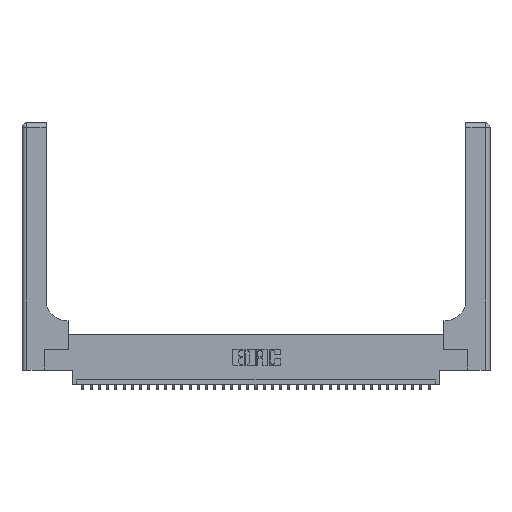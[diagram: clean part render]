
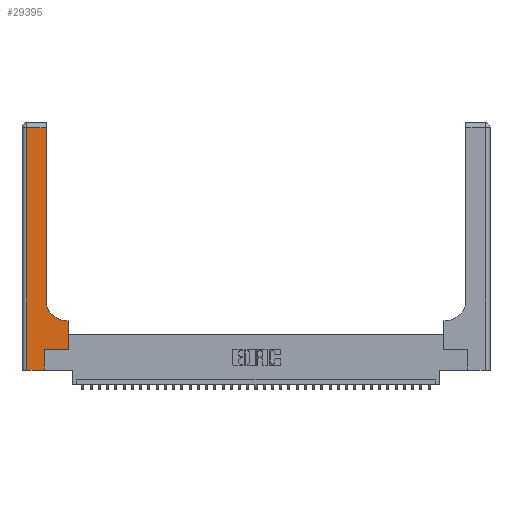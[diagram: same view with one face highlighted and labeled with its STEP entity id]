
A CAD part, top view. The second image highlights one B-rep face of the part: STEP entity #29395.
In plain terms, the highlighted planar face has unit normal (0, 0, 1).
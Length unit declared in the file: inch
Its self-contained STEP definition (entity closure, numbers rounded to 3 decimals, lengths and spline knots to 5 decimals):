
#53 = DIRECTION ( 'NONE',  ( 0., 1., 0. ) ) ;
#542 = LINE ( 'NONE', #13118, #30003 ) ;
#804 = EDGE_CURVE ( 'NONE', #27517, #10311, #23784, .T. ) ;
#1280 = CARTESIAN_POINT ( 'NONE',  ( 0., 2.94, 0.37 ) ) ;
#1731 = VERTEX_POINT ( 'NONE', #7011 ) ;
#2355 = EDGE_CURVE ( 'NONE', #34782, #27517, #10983, .T. ) ;
#2678 = LINE ( 'NONE', #30020, #34474 ) ;
#3231 = CARTESIAN_POINT ( 'NONE',  ( 0.5415, 0.85, 0.37 ) ) ;
#3364 = DIRECTION ( 'NONE',  ( 1., 0., 0. ) ) ;
#6656 = CARTESIAN_POINT ( 'NONE',  ( 0.06, 2.94, 0.37 ) ) ;
#6680 = DIRECTION ( 'NONE',  ( -1., 0., 0. ) ) ;
#7011 = CARTESIAN_POINT ( 'NONE',  ( 0.5585, 0.25, 0.37 ) ) ;
#7921 = CARTESIAN_POINT ( 'NONE',  ( 0.269, 0., 0.37 ) ) ;
#7961 = CARTESIAN_POINT ( 'NONE',  ( 0.5415, 0.6, 0.37 ) ) ;
#8164 = DIRECTION ( 'NONE',  ( 0., 1., 0. ) ) ;
#8464 = DIRECTION ( 'NONE',  ( 1., 0., 0. ) ) ;
#8472 = CIRCLE ( 'NONE', #8682, 0.25 ) ;
#8507 = CARTESIAN_POINT ( 'NONE',  ( 0.2915, 3., 0.37 ) ) ;
#8682 = AXIS2_PLACEMENT_3D ( 'NONE', #3231, #20713, #3364 ) ;
#9633 = CARTESIAN_POINT ( 'NONE',  ( 0.06, 3., 0.37 ) ) ;
#9680 = LINE ( 'NONE', #7921, #29163 ) ;
#10311 = VERTEX_POINT ( 'NONE', #37327 ) ;
#10646 = DIRECTION ( 'NONE',  ( -1., 0., 0. ) ) ;
#10800 = VECTOR ( 'NONE', #21173, 39.37008 ) ;
#10983 = LINE ( 'NONE', #1280, #30004 ) ;
#11022 = DIRECTION ( 'NONE',  ( 0., 0., -1. ) ) ;
#12477 = LINE ( 'NONE', #17078, #13418 ) ;
#13118 = CARTESIAN_POINT ( 'NONE',  ( 0.5585, 0.25, 0.37 ) ) ;
#13418 = VECTOR ( 'NONE', #8464, 39.37008 ) ;
#13553 = LINE ( 'NONE', #35831, #10800 ) ;
#14687 = ORIENTED_EDGE ( 'NONE', *, *, #35475, .T. ) ;
#15427 = EDGE_CURVE ( 'NONE', #28600, #27687, #13553, .T. ) ;
#17078 = CARTESIAN_POINT ( 'NONE',  ( 0., 0., 0.37 ) ) ;
#17435 = AXIS2_PLACEMENT_3D ( 'NONE', #25106, #11022, #10646 ) ;
#17786 = VERTEX_POINT ( 'NONE', #36177 ) ;
#18591 = EDGE_CURVE ( 'NONE', #10311, #22861, #12477, .T. ) ;
#18998 = ORIENTED_EDGE ( 'NONE', *, *, #804, .T. ) ;
#19210 = DIRECTION ( 'NONE',  ( 0., 1., 0. ) ) ;
#19274 = PLANE ( 'NONE',  #17435 ) ;
#19558 = EDGE_CURVE ( 'NONE', #22861, #24084, #9680, .T. ) ;
#19966 = VECTOR ( 'NONE', #53, 39.37008 ) ;
#20340 = EDGE_CURVE ( 'NONE', #1731, #28600, #542, .T. ) ;
#20713 = DIRECTION ( 'NONE',  ( 0., 0., -1. ) ) ;
#21005 = DIRECTION ( 'NONE',  ( 1., 0., 0. ) ) ;
#21173 = DIRECTION ( 'NONE',  ( -1., 0., 0. ) ) ;
#22132 = ORIENTED_EDGE ( 'NONE', *, *, #15427, .T. ) ;
#22518 = EDGE_CURVE ( 'NONE', #17786, #34782, #27664, .T. ) ;
#22861 = VERTEX_POINT ( 'NONE', #31062 ) ;
#22971 = CARTESIAN_POINT ( 'NONE',  ( 0.5585, 0.6, 0.37 ) ) ;
#22991 = ORIENTED_EDGE ( 'NONE', *, *, #19558, .T. ) ;
#23231 = CARTESIAN_POINT ( 'NONE',  ( 0.269, 0.25, 0.37 ) ) ;
#23784 = LINE ( 'NONE', #9633, #34300 ) ;
#24084 = VERTEX_POINT ( 'NONE', #23231 ) ;
#24593 = ORIENTED_EDGE ( 'NONE', *, *, #18591, .T. ) ;
#24896 = FACE_OUTER_BOUND ( 'NONE', #36174, .T. ) ;
#25106 = CARTESIAN_POINT ( 'NONE',  ( 0., 3., 0.37 ) ) ;
#25525 = ORIENTED_EDGE ( 'NONE', *, *, #22518, .T. ) ;
#25667 = ORIENTED_EDGE ( 'NONE', *, *, #2355, .T. ) ;
#27363 = EDGE_CURVE ( 'NONE', #27687, #17786, #8472, .T. ) ;
#27517 = VERTEX_POINT ( 'NONE', #6656 ) ;
#27664 = LINE ( 'NONE', #8507, #19966 ) ;
#27687 = VERTEX_POINT ( 'NONE', #7961 ) ;
#28600 = VERTEX_POINT ( 'NONE', #22971 ) ;
#29163 = VECTOR ( 'NONE', #8164, 39.37008 ) ;
#29395 = ADVANCED_FACE ( 'NONE', ( #24896 ), #19274, .F. ) ;
#29895 = DIRECTION ( 'NONE',  ( 0., -1., 0. ) ) ;
#30003 = VECTOR ( 'NONE', #19210, 39.37008 ) ;
#30004 = VECTOR ( 'NONE', #6680, 39.37008 ) ;
#30020 = CARTESIAN_POINT ( 'NONE',  ( 0.269, 0.25, 0.37 ) ) ;
#31062 = CARTESIAN_POINT ( 'NONE',  ( 0.269, 0., 0.37 ) ) ;
#33989 = ORIENTED_EDGE ( 'NONE', *, *, #20340, .T. ) ;
#34300 = VECTOR ( 'NONE', #29895, 39.37008 ) ;
#34474 = VECTOR ( 'NONE', #21005, 39.37008 ) ;
#34782 = VERTEX_POINT ( 'NONE', #35528 ) ;
#35475 = EDGE_CURVE ( 'NONE', #24084, #1731, #2678, .T. ) ;
#35528 = CARTESIAN_POINT ( 'NONE',  ( 0.2915, 2.94, 0.37 ) ) ;
#35831 = CARTESIAN_POINT ( 'NONE',  ( 0.2915, 0.6, 0.37 ) ) ;
#35849 = ORIENTED_EDGE ( 'NONE', *, *, #27363, .T. ) ;
#36174 = EDGE_LOOP ( 'NONE', ( #25525, #25667, #18998, #24593, #22991, #14687, #33989, #22132, #35849 ) ) ;
#36177 = CARTESIAN_POINT ( 'NONE',  ( 0.2915, 0.85, 0.37 ) ) ;
#37327 = CARTESIAN_POINT ( 'NONE',  ( 0.06, 0., 0.37 ) ) ;
